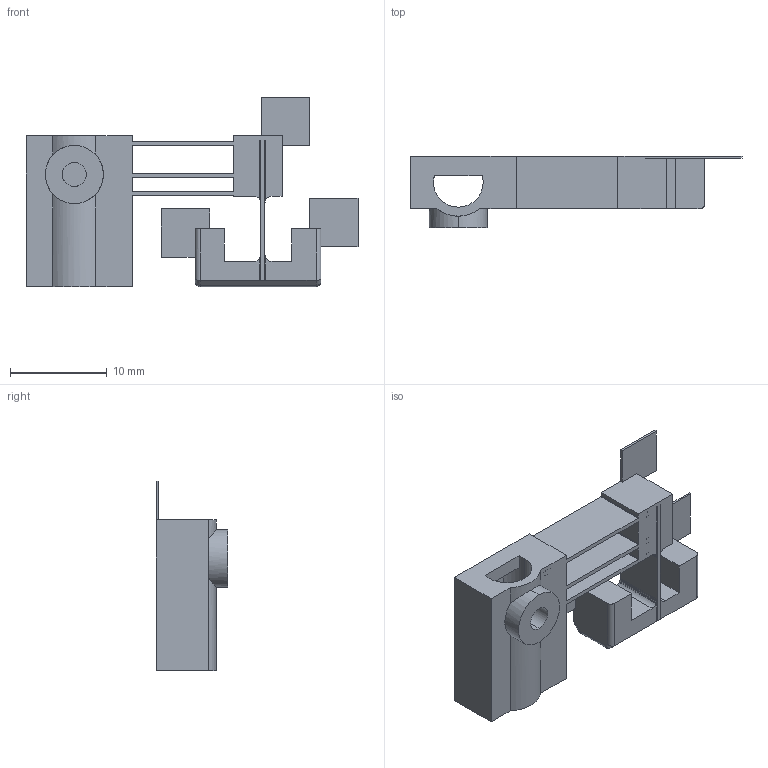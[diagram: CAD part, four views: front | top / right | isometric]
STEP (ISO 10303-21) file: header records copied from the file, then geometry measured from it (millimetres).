
FILE_DESCRIPTION (( 'STEP AP214' ), '1' );
FILE_NAME ('fdm wiper 2.0.STEP', '2024-05-28T04:39:48', ( '' ), ( '' ), 'SwSTEP 2.0', 'SolidWorks 2019', '' );
FILE_SCHEMA (( 'AUTOMOTIVE_DESIGN' ));
Length unit declared in the file: inch
Products named in the file (1): fdm wiper 2.0
Bounding box: 34.34 x 7.4 x 19.57 mm (x, y, z)
Volume: 1248.7 mm3; surface area: 2395.3 mm2
Topology: 1 solids, 1 shells, 1656 faces, 4948 edges, 3290 vertices
Faces by surface type: plane 1627, cylinder 25, sphere 4
Entity records: 54752 total; most frequent: CARTESIAN_POINT 9985, ORIENTED_EDGE 9888, DIRECTION 8430, EDGE_CURVE 4944, LINE 4752, VECTOR 4752, VERTEX_POINT 3290, AXIS2_PLACEMENT_3D 1839
